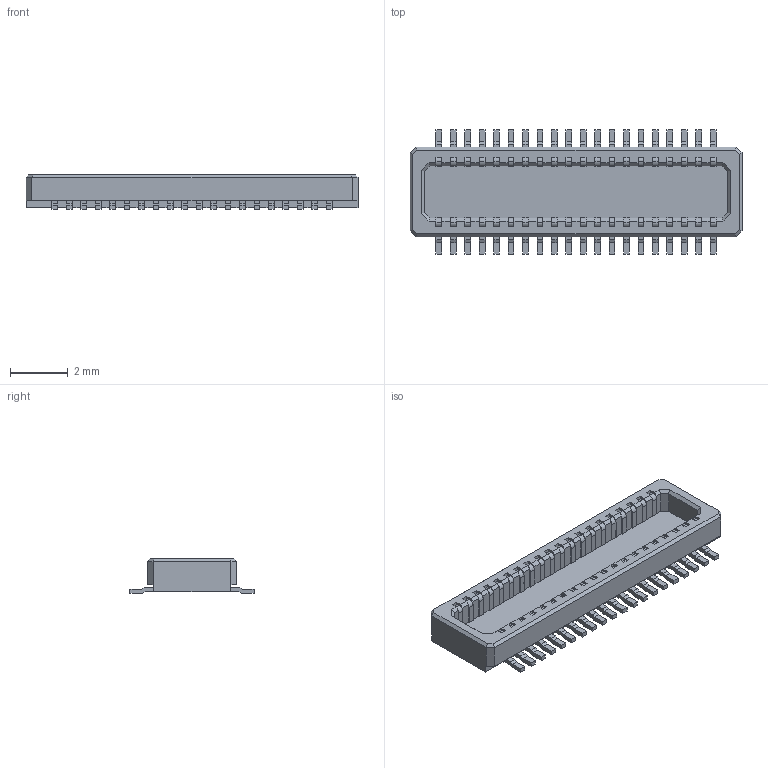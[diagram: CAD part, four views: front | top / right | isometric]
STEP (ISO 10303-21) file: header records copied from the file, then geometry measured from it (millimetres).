
FILE_DESCRIPTION(/* description */ ('Unknown'),/* implementation_level */ '2;1');
FILE_NAME(/* name */ '658511223040',/* time_stamp */ '2024-10-08T13:47:56+02:00',/* author */ ('Unknown'),/* organization */ ('Unknown'),/* preprocessor_version */ 'ST-DEVELOPER v19.4',/* originating_system */ 'Solid Edge',/* authorisation */ 'Unknown');
FILE_SCHEMA (('AUTOMOTIVE_DESIGN {1 0 10303 214 3 1 1}'));
Length unit declared in the file: millimetre
Products named in the file (3): 658511223xxx; 658511223040; 658511223xxx_Contact
Assembly tree (41 placements, depth 2):
  658511223xxx
    658511223040
    658511223xxx_Contact  x40
Bounding box: 11.5 x 4.3 x 1.2 mm (x, y, z)
Volume: 23.8 mm3; surface area: 233.1 mm2
Topology: 41 solids, 41 shells, 1319 faces, 3852 edges, 2536 vertices
Faces by surface type: plane 1079, cylinder 240
Entity records: 16638 total; most frequent: ORIENTED_EDGE 3024, CARTESIAN_POINT 2991, DIRECTION 2530, EDGE_CURVE 1512, LINE 1500, VECTOR 1500, VERTEX_POINT 976, AXIS2_PLACEMENT_3D 515
